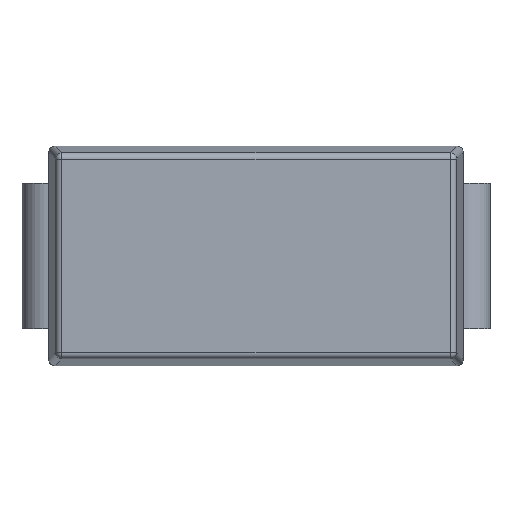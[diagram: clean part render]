
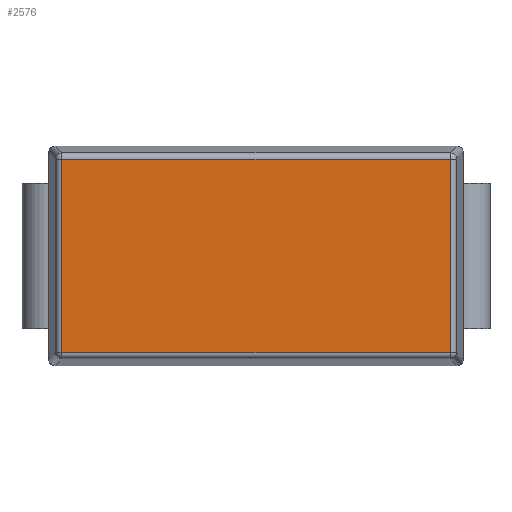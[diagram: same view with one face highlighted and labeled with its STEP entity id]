
A CAD part, top view. The second image highlights one B-rep face of the part: STEP entity #2576.
In plain terms, the highlighted planar face has unit normal (0, 0, 1).
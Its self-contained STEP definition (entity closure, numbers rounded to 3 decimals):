
#2398 = VERTEX_POINT('',#2399);
#2399 = CARTESIAN_POINT('',(3.295,0.105,1.35));
#2406 = EDGE_CURVE('',#2407,#2398,#2409,.T.);
#2407 = VERTEX_POINT('',#2408);
#2408 = CARTESIAN_POINT('',(0.105,0.105,1.35));
#2409 = LINE('',#2410,#2411);
#2410 = CARTESIAN_POINT('',(0.06,0.105,1.35));
#2411 = VECTOR('',#2412,1.);
#2412 = DIRECTION('',(1.,0.,0.));
#2497 = VERTEX_POINT('',#2498);
#2498 = CARTESIAN_POINT('',(0.105,1.695,1.35));
#2505 = EDGE_CURVE('',#2497,#2506,#2508,.T.);
#2506 = VERTEX_POINT('',#2507);
#2507 = CARTESIAN_POINT('',(3.295,1.695,1.35));
#2508 = LINE('',#2509,#2510);
#2509 = CARTESIAN_POINT('',(0.06,1.695,1.35));
#2510 = VECTOR('',#2511,1.);
#2511 = DIRECTION('',(1.,0.,0.));
#2576 = ADVANCED_FACE('',(#2577),#2593,.T.);
#2577 = FACE_BOUND('',#2578,.T.);
#2578 = EDGE_LOOP('',(#2579,#2585,#2586,#2592));
#2579 = ORIENTED_EDGE('',*,*,#2580,.F.);
#2580 = EDGE_CURVE('',#2407,#2497,#2581,.T.);
#2581 = LINE('',#2582,#2583);
#2582 = CARTESIAN_POINT('',(0.105,0.06,1.35));
#2583 = VECTOR('',#2584,1.);
#2584 = DIRECTION('',(0.,1.,0.));
#2585 = ORIENTED_EDGE('',*,*,#2406,.T.);
#2586 = ORIENTED_EDGE('',*,*,#2587,.T.);
#2587 = EDGE_CURVE('',#2398,#2506,#2588,.T.);
#2588 = LINE('',#2589,#2590);
#2589 = CARTESIAN_POINT('',(3.295,0.06,1.35));
#2590 = VECTOR('',#2591,1.);
#2591 = DIRECTION('',(0.,1.,0.));
#2592 = ORIENTED_EDGE('',*,*,#2505,.F.);
#2593 = PLANE('',#2594);
#2594 = AXIS2_PLACEMENT_3D('',#2595,#2596,#2597);
#2595 = CARTESIAN_POINT('',(0.,0.,1.35));
#2596 = DIRECTION('',(0.,0.,1.));
#2597 = DIRECTION('',(1.,0.,0.));
